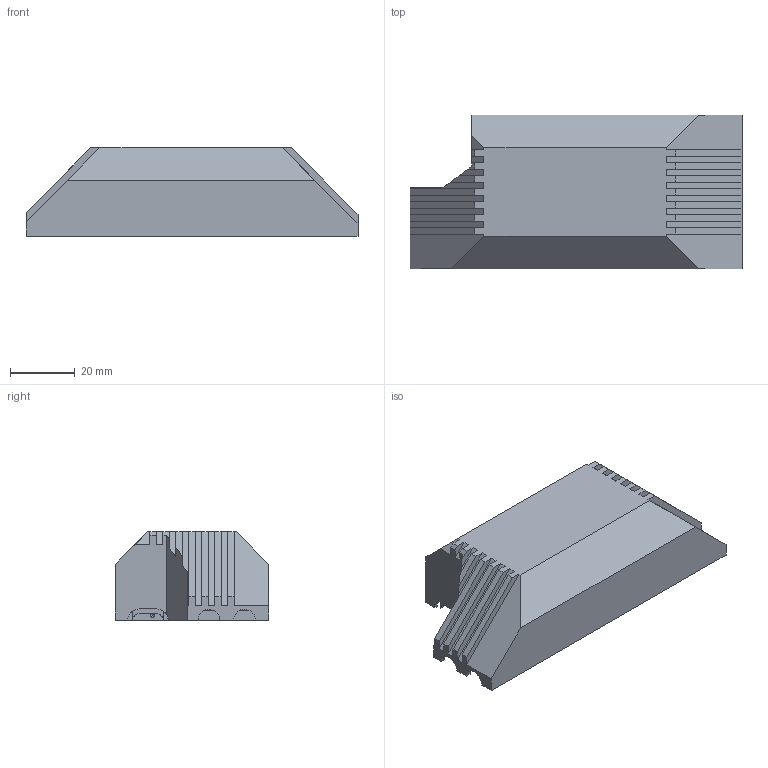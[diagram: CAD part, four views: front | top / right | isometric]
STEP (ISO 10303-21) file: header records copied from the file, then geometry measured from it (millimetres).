
FILE_DESCRIPTION(('FreeCAD Model'),'2;1');
FILE_NAME('Open CASCADE Shape Model','2025-07-06T08:58:20',(''),(''), 'Open CASCADE STEP processor 7.7','FreeCAD','Unknown');
FILE_SCHEMA(('AUTOMOTIVE_DESIGN { 1 0 10303 214 1 1 1 1 }'));
Length unit declared in the file: millimetre
Products named in the file (1): CAN-X2-Case
Bounding box: 102.5 x 47.5 x 27.29 mm (x, y, z)
Volume: 20589.7 mm3; surface area: 20007 mm2
Topology: 1 solids, 1 shells, 134 faces, 395 edges, 262 vertices
Faces by surface type: plane 113, cylinder 10, sphere 10, bspline 1
Entity records: 4398 total; most frequent: CARTESIAN_POINT 804, ORIENTED_EDGE 766, DIRECTION 700, EDGE_CURVE 383, LINE 334, VECTOR 334, VERTEX_POINT 262, AXIS2_PLACEMENT_3D 183
